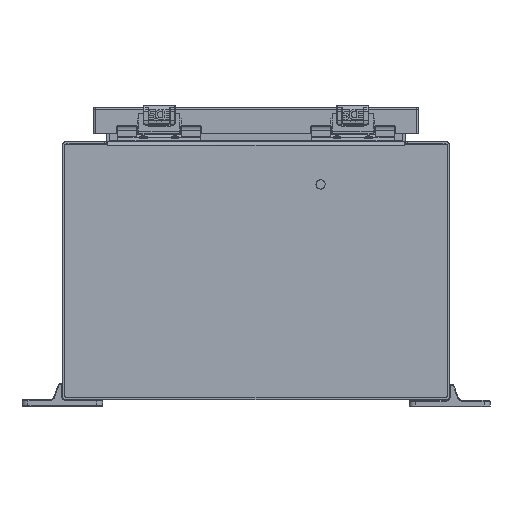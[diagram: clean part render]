
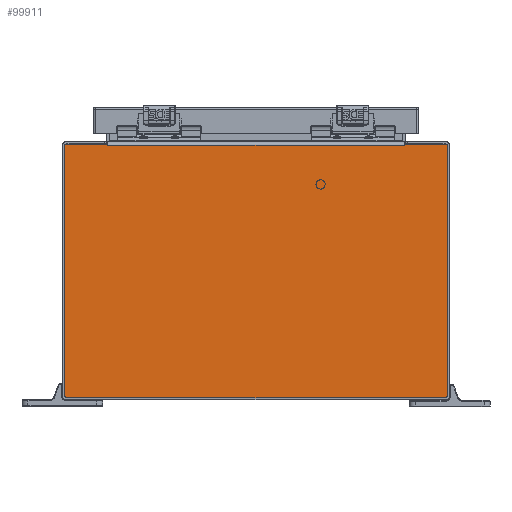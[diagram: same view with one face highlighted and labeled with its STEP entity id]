
A CAD part, front view. The second image highlights one B-rep face of the part: STEP entity #99911.
In plain terms, the highlighted planar face has unit normal (0, -1, 0).
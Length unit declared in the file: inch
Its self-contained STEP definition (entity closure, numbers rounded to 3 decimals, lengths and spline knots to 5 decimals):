
#1380 = VERTEX_POINT ( 'NONE', #49643 ) ;
#2177 = LINE ( 'NONE', #71639, #20420 ) ;
#2882 = EDGE_CURVE ( 'NONE', #143568, #40945, #133893, .T. ) ;
#4643 = EDGE_CURVE ( 'NONE', #50763, #65940, #114920, .T. ) ;
#4676 = PLANE ( 'NONE',  #83725 ) ;
#5707 = EDGE_CURVE ( 'NONE', #50979, #55027, #90812, .T. ) ;
#6825 = DIRECTION ( 'NONE',  ( 0., 0., -1. ) ) ;
#7327 = CARTESIAN_POINT ( 'NONE',  ( 4.60579, -12., 3.883 ) ) ;
#8850 = DIRECTION ( 'NONE',  ( 0., 0., -1. ) ) ;
#8965 = EDGE_CURVE ( 'NONE', #65940, #143568, #130268, .T. ) ;
#10738 = CARTESIAN_POINT ( 'NONE',  ( -5.937, -12., -3.857 ) ) ;
#11277 = CARTESIAN_POINT ( 'NONE',  ( 4.598, -12., 3.883 ) ) ;
#19142 = CARTESIAN_POINT ( 'NONE',  ( 5.937, -12., 3.857 ) ) ;
#20420 = VECTOR ( 'NONE', #116702, 39.37008 ) ;
#22021 = LINE ( 'NONE', #121130, #99730 ) ;
#22546 = EDGE_CURVE ( 'NONE', #117895, #50979, #73030, .T. ) ;
#22698 = EDGE_CURVE ( 'NONE', #125772, #1380, #83197, .T. ) ;
#25329 = AXIS2_PLACEMENT_3D ( 'NONE', #119918, #54800, #6825 ) ;
#28133 = CARTESIAN_POINT ( 'NONE',  ( -5.857, -12., 3.937 ) ) ;
#28156 = CARTESIAN_POINT ( 'NONE',  ( 5.857, -12., -3.857 ) ) ;
#28264 = DIRECTION ( 'NONE',  ( 0., 0., 1. ) ) ;
#30075 = VERTEX_POINT ( 'NONE', #121300 ) ;
#31158 = VECTOR ( 'NONE', #98587, 39.37008 ) ;
#31499 = CARTESIAN_POINT ( 'NONE',  ( -4.6136, -12., 3.883 ) ) ;
#35908 = DIRECTION ( 'NONE',  ( 0., 0., -1. ) ) ;
#36609 = CARTESIAN_POINT ( 'NONE',  ( 4.6136, -12., 3.883 ) ) ;
#39343 = CARTESIAN_POINT ( 'NONE',  ( -5.937, -12., 0. ) ) ;
#40945 = VERTEX_POINT ( 'NONE', #28133 ) ;
#41682 = LINE ( 'NONE', #43113, #31158 ) ;
#42872 = VECTOR ( 'NONE', #112801, 39.37008 ) ;
#43113 = CARTESIAN_POINT ( 'NONE',  ( 4.61836, -12., 3.91 ) ) ;
#45701 = DIRECTION ( 'NONE',  ( 1., 0., 0. ) ) ;
#46727 = VECTOR ( 'NONE', #45701, 39.37008 ) ;
#49643 = CARTESIAN_POINT ( 'NONE',  ( 5.937, -12., -3.857 ) ) ;
#49747 = CARTESIAN_POINT ( 'NONE',  ( 0., -12., 0. ) ) ;
#50763 = VERTEX_POINT ( 'NONE', #84189 ) ;
#50979 = VERTEX_POINT ( 'NONE', #31499 ) ;
#51225 = DIRECTION ( 'NONE',  ( 0., -1., 0. ) ) ;
#52589 = DIRECTION ( 'NONE',  ( -1., 0., 0. ) ) ;
#54324 = AXIS2_PLACEMENT_3D ( 'NONE', #28156, #142705, #108018 ) ;
#54411 = ORIENTED_EDGE ( 'NONE', *, *, #2882, .F. ) ;
#54800 = DIRECTION ( 'NONE',  ( 0., 1., 0. ) ) ;
#54814 = CARTESIAN_POINT ( 'NONE',  ( 5.857, -12., -3.937 ) ) ;
#55027 = VERTEX_POINT ( 'NONE', #74825 ) ;
#55806 = ORIENTED_EDGE ( 'NONE', *, *, #129170, .F. ) ;
#59034 = ORIENTED_EDGE ( 'NONE', *, *, #22546, .F. ) ;
#60097 = EDGE_CURVE ( 'NONE', #138147, #125772, #105733, .T. ) ;
#61929 = DIRECTION ( 'NONE',  ( 0.174, 0., -0.985 ) ) ;
#62595 = ORIENTED_EDGE ( 'NONE', *, *, #5707, .F. ) ;
#62873 = VECTOR ( 'NONE', #35908, 39.37008 ) ;
#65421 = VERTEX_POINT ( 'NONE', #11277 ) ;
#65940 = VERTEX_POINT ( 'NONE', #10738 ) ;
#66269 = ORIENTED_EDGE ( 'NONE', *, *, #60097, .F. ) ;
#66778 = EDGE_CURVE ( 'NONE', #79331, #65421, #96784, .T. ) ;
#67016 = EDGE_CURVE ( 'NONE', #30075, #79331, #41682, .T. ) ;
#67199 = CARTESIAN_POINT ( 'NONE',  ( 5.857, -12., 3.857 ) ) ;
#67878 = ORIENTED_EDGE ( 'NONE', *, *, #22698, .F. ) ;
#70904 = CARTESIAN_POINT ( 'NONE',  ( -5.937, -12., 3.857 ) ) ;
#71639 = CARTESIAN_POINT ( 'NONE',  ( 0., -12., -3.937 ) ) ;
#72761 = ORIENTED_EDGE ( 'NONE', *, *, #8965, .F. ) ;
#73030 = LINE ( 'NONE', #96657, #75234 ) ;
#74775 = CARTESIAN_POINT ( 'NONE',  ( 0., -12., 3.883 ) ) ;
#74825 = CARTESIAN_POINT ( 'NONE',  ( -4.598, -12., 3.883 ) ) ;
#75234 = VECTOR ( 'NONE', #61929, 39.37008 ) ;
#79331 = VERTEX_POINT ( 'NONE', #36609 ) ;
#83010 = FACE_OUTER_BOUND ( 'NONE', #138955, .T. ) ;
#83197 = LINE ( 'NONE', #93576, #62873 ) ;
#83725 = AXIS2_PLACEMENT_3D ( 'NONE', #49747, #51225, #96306 ) ;
#84189 = CARTESIAN_POINT ( 'NONE',  ( -5.857, -12., -3.937 ) ) ;
#90812 = LINE ( 'NONE', #136643, #46727 ) ;
#91229 = VECTOR ( 'NONE', #28264, 39.37008 ) ;
#92494 = CARTESIAN_POINT ( 'NONE',  ( 0., -12., 3.937 ) ) ;
#93576 = CARTESIAN_POINT ( 'NONE',  ( 5.937, -12., 0. ) ) ;
#94688 = LINE ( 'NONE', #92494, #136183 ) ;
#96306 = DIRECTION ( 'NONE',  ( 0., 0., -1. ) ) ;
#96657 = CARTESIAN_POINT ( 'NONE',  ( -4.61836, -12., 3.91 ) ) ;
#96784 = LINE ( 'NONE', #7327, #42872 ) ;
#97325 = ORIENTED_EDGE ( 'NONE', *, *, #67016, .T. ) ;
#98587 = DIRECTION ( 'NONE',  ( -0.174, 0., -0.985 ) ) ;
#99730 = VECTOR ( 'NONE', #146212, 39.37008 ) ;
#99911 = ADVANCED_FACE ( 'NONE', ( #83010 ), #4676, .T. ) ;
#101132 = ORIENTED_EDGE ( 'NONE', *, *, #119757, .F. ) ;
#103899 = VECTOR ( 'NONE', #52589, 39.37008 ) ;
#105733 = CIRCLE ( 'NONE', #143495, 0.08 ) ;
#105799 = DIRECTION ( 'NONE',  ( 1., 0., 0. ) ) ;
#108018 = DIRECTION ( 'NONE',  ( 0., 0., -1. ) ) ;
#108105 = CARTESIAN_POINT ( 'NONE',  ( -4.62312, -12., 3.937 ) ) ;
#108266 = EDGE_CURVE ( 'NONE', #1380, #118941, #108627, .T. ) ;
#108627 = CIRCLE ( 'NONE', #54324, 0.08 ) ;
#109516 = LINE ( 'NONE', #74775, #103899 ) ;
#112801 = DIRECTION ( 'NONE',  ( -1., 0., 0. ) ) ;
#113045 = DIRECTION ( 'NONE',  ( 0., 1., 0. ) ) ;
#114920 = CIRCLE ( 'NONE', #136216, 0.08 ) ;
#116219 = DIRECTION ( 'NONE',  ( 0., 0., -1. ) ) ;
#116702 = DIRECTION ( 'NONE',  ( -1., 0., 0. ) ) ;
#117723 = ORIENTED_EDGE ( 'NONE', *, *, #4643, .F. ) ;
#117895 = VERTEX_POINT ( 'NONE', #108105 ) ;
#118941 = VERTEX_POINT ( 'NONE', #54814 ) ;
#119757 = EDGE_CURVE ( 'NONE', #118941, #50763, #2177, .T. ) ;
#119918 = CARTESIAN_POINT ( 'NONE',  ( -5.857, -12., 3.857 ) ) ;
#120584 = CARTESIAN_POINT ( 'NONE',  ( 5.857, -12., 3.937 ) ) ;
#120739 = ORIENTED_EDGE ( 'NONE', *, *, #125389, .T. ) ;
#121130 = CARTESIAN_POINT ( 'NONE',  ( 0., -12., 3.937 ) ) ;
#121300 = CARTESIAN_POINT ( 'NONE',  ( 4.62312, -12., 3.937 ) ) ;
#125389 = EDGE_CURVE ( 'NONE', #65421, #55027, #109516, .T. ) ;
#125772 = VERTEX_POINT ( 'NONE', #19142 ) ;
#128060 = CARTESIAN_POINT ( 'NONE',  ( -5.857, -12., -3.857 ) ) ;
#128427 = ORIENTED_EDGE ( 'NONE', *, *, #66778, .T. ) ;
#129170 = EDGE_CURVE ( 'NONE', #40945, #117895, #22021, .T. ) ;
#130268 = LINE ( 'NONE', #39343, #91229 ) ;
#133893 = CIRCLE ( 'NONE', #25329, 0.08 ) ;
#136183 = VECTOR ( 'NONE', #105799, 39.37008 ) ;
#136216 = AXIS2_PLACEMENT_3D ( 'NONE', #128060, #140587, #116219 ) ;
#136643 = CARTESIAN_POINT ( 'NONE',  ( -4.60579, -12., 3.883 ) ) ;
#138147 = VERTEX_POINT ( 'NONE', #120584 ) ;
#138955 = EDGE_LOOP ( 'NONE', ( #55806, #54411, #72761, #117723, #101132, #144870, #67878, #66269, #141516, #97325, #128427, #120739, #62595, #59034 ) ) ;
#140316 = EDGE_CURVE ( 'NONE', #30075, #138147, #94688, .T. ) ;
#140587 = DIRECTION ( 'NONE',  ( 0., 1., 0. ) ) ;
#141516 = ORIENTED_EDGE ( 'NONE', *, *, #140316, .F. ) ;
#142705 = DIRECTION ( 'NONE',  ( 0., 1., 0. ) ) ;
#143495 = AXIS2_PLACEMENT_3D ( 'NONE', #67199, #113045, #8850 ) ;
#143568 = VERTEX_POINT ( 'NONE', #70904 ) ;
#144870 = ORIENTED_EDGE ( 'NONE', *, *, #108266, .F. ) ;
#146212 = DIRECTION ( 'NONE',  ( 1., 0., 0. ) ) ;
